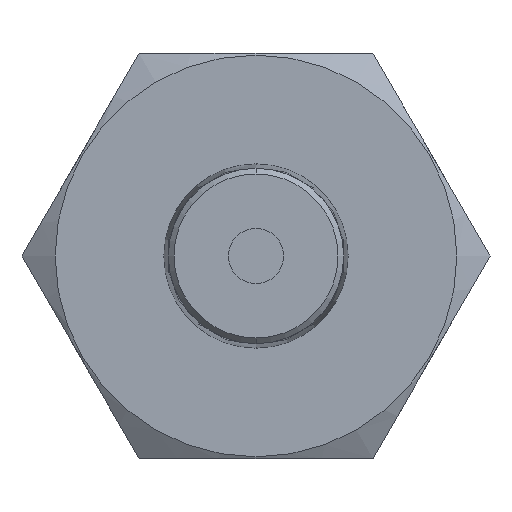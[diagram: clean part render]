
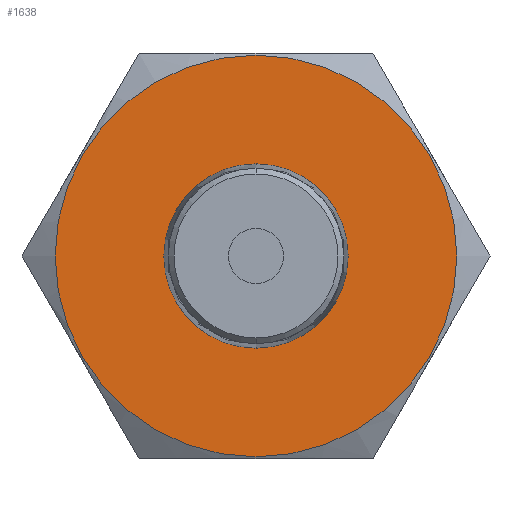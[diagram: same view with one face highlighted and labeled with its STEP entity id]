
A CAD part, front view. The second image highlights one B-rep face of the part: STEP entity #1638.
In plain terms, the highlighted planar face has unit normal (0, -1, 0).
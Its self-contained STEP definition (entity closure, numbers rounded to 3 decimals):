
#38 = AXIS2_PLACEMENT_3D ( 'NONE', #1554, #2632, #268 ) ;
#58 = EDGE_CURVE ( 'NONE', #1485, #2535, #2783, .T. ) ;
#107 = VERTEX_POINT ( 'NONE', #1907 ) ;
#119 = DIRECTION ( 'NONE',  ( 0., 0., -1. ) ) ;
#214 = EDGE_CURVE ( 'NONE', #2535, #1485, #1731, .T. ) ;
#215 = VERTEX_POINT ( 'NONE', #426 ) ;
#226 = DIRECTION ( 'NONE',  ( 0., 1., 0. ) ) ;
#228 = ORIENTED_EDGE ( 'NONE', *, *, #1051, .T. ) ;
#242 = ORIENTED_EDGE ( 'NONE', *, *, #214, .F. ) ;
#268 = DIRECTION ( 'NONE',  ( 0., 0., 1. ) ) ;
#316 = CIRCLE ( 'NONE', #2348, 5. ) ;
#426 = CARTESIAN_POINT ( 'NONE',  ( 0., 0., 5. ) ) ;
#694 = DIRECTION ( 'NONE',  ( 0., 1., 0. ) ) ;
#833 = PLANE ( 'NONE',  #2510 ) ;
#917 = EDGE_CURVE ( 'NONE', #215, #107, #316, .T. ) ;
#922 = DIRECTION ( 'NONE',  ( 0., -1., 0. ) ) ;
#996 = CARTESIAN_POINT ( 'NONE',  ( 0., 0., 0. ) ) ;
#1051 = EDGE_CURVE ( 'NONE', #107, #215, #3180, .T. ) ;
#1074 = AXIS2_PLACEMENT_3D ( 'NONE', #996, #2822, #3021 ) ;
#1201 = DIRECTION ( 'NONE',  ( 0., 0., 1. ) ) ;
#1456 = CARTESIAN_POINT ( 'NONE',  ( 10.9, 0., 0. ) ) ;
#1485 = VERTEX_POINT ( 'NONE', #3091 ) ;
#1554 = CARTESIAN_POINT ( 'NONE',  ( 0., 0., 0. ) ) ;
#1638 = ADVANCED_FACE ( 'NONE', ( #3036, #3299 ), #833, .T. ) ;
#1731 = CIRCLE ( 'NONE', #3172, 10.9 ) ;
#1792 = ORIENTED_EDGE ( 'NONE', *, *, #917, .T. ) ;
#1898 = EDGE_LOOP ( 'NONE', ( #1792, #228 ) ) ;
#1907 = CARTESIAN_POINT ( 'NONE',  ( 0., 0., -5. ) ) ;
#2088 = CARTESIAN_POINT ( 'NONE',  ( 0., 0., 0. ) ) ;
#2128 = ORIENTED_EDGE ( 'NONE', *, *, #58, .F. ) ;
#2261 = EDGE_LOOP ( 'NONE', ( #242, #2128 ) ) ;
#2348 = AXIS2_PLACEMENT_3D ( 'NONE', #2088, #226, #2827 ) ;
#2510 = AXIS2_PLACEMENT_3D ( 'NONE', #1456, #922, #119 ) ;
#2535 = VERTEX_POINT ( 'NONE', #3343 ) ;
#2548 = CARTESIAN_POINT ( 'NONE',  ( 0., 0., 0. ) ) ;
#2632 = DIRECTION ( 'NONE',  ( 0., 1., 0. ) ) ;
#2783 = CIRCLE ( 'NONE', #38, 10.9 ) ;
#2822 = DIRECTION ( 'NONE',  ( 0., 1., 0. ) ) ;
#2827 = DIRECTION ( 'NONE',  ( 0., 0., 1. ) ) ;
#3021 = DIRECTION ( 'NONE',  ( 0., 0., 1. ) ) ;
#3036 = FACE_BOUND ( 'NONE', #1898, .T. ) ;
#3091 = CARTESIAN_POINT ( 'NONE',  ( 0., 0., -10.9 ) ) ;
#3172 = AXIS2_PLACEMENT_3D ( 'NONE', #2548, #694, #1201 ) ;
#3180 = CIRCLE ( 'NONE', #1074, 5. ) ;
#3299 = FACE_OUTER_BOUND ( 'NONE', #2261, .T. ) ;
#3343 = CARTESIAN_POINT ( 'NONE',  ( 0., 0., 10.9 ) ) ;
